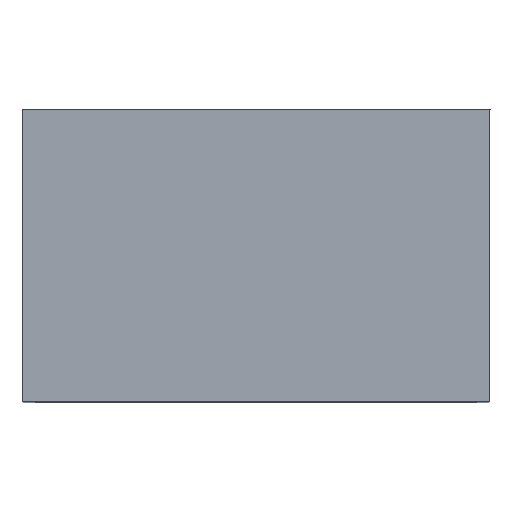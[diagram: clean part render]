
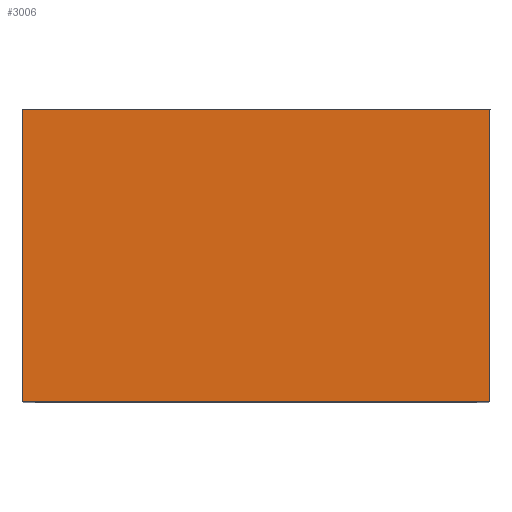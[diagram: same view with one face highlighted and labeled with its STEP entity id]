
A CAD part, top view. The second image highlights one B-rep face of the part: STEP entity #3006.
In plain terms, the highlighted face is planar.
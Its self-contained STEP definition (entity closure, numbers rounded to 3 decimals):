
#373=PLANE('',#3449);
#538=FACE_OUTER_BOUND('',#760,.T.);
#760=EDGE_LOOP('',(#2813,#2814,#2815,#2816));
#1053=LINE('',#5541,#1349);
#1054=LINE('',#5543,#1350);
#1055=LINE('',#5545,#1351);
#1056=LINE('',#5546,#1352);
#1349=VECTOR('',#4230,10.);
#1350=VECTOR('',#4231,10.);
#1351=VECTOR('',#4232,10.);
#1352=VECTOR('',#4233,10.);
#1665=VERTEX_POINT('',#5539);
#1666=VERTEX_POINT('',#5540);
#1667=VERTEX_POINT('',#5542);
#1668=VERTEX_POINT('',#5544);
#2049=EDGE_CURVE('',#1665,#1666,#1053,.T.);
#2050=EDGE_CURVE('',#1667,#1665,#1054,.T.);
#2051=EDGE_CURVE('',#1668,#1667,#1055,.T.);
#2052=EDGE_CURVE('',#1666,#1668,#1056,.T.);
#2813=ORIENTED_EDGE('',*,*,#2049,.F.);
#2814=ORIENTED_EDGE('',*,*,#2050,.F.);
#2815=ORIENTED_EDGE('',*,*,#2051,.F.);
#2816=ORIENTED_EDGE('',*,*,#2052,.F.);
#3006=ADVANCED_FACE('',(#538),#373,.T.);
#3449=AXIS2_PLACEMENT_3D('',#5538,#4228,#4229);
#4228=DIRECTION('center_axis',(0.,0.,-1.));
#4229=DIRECTION('ref_axis',(1.,0.,0.));
#4230=DIRECTION('',(0.,1.,0.));
#4231=DIRECTION('',(1.,0.,0.));
#4232=DIRECTION('',(0.,-1.,0.));
#4233=DIRECTION('',(-1.,0.,0.));
#5538=CARTESIAN_POINT('Origin',(600.,-375.,860.));
#5539=CARTESIAN_POINT('',(1200.,-750.,860.));
#5540=CARTESIAN_POINT('',(1200.,0.,860.));
#5541=CARTESIAN_POINT('',(1200.,-375.,860.));
#5542=CARTESIAN_POINT('',(0.,-750.,860.));
#5543=CARTESIAN_POINT('',(600.,-750.,860.));
#5544=CARTESIAN_POINT('',(0.,0.,860.));
#5545=CARTESIAN_POINT('',(0.,-375.,860.));
#5546=CARTESIAN_POINT('',(600.,0.,860.));
